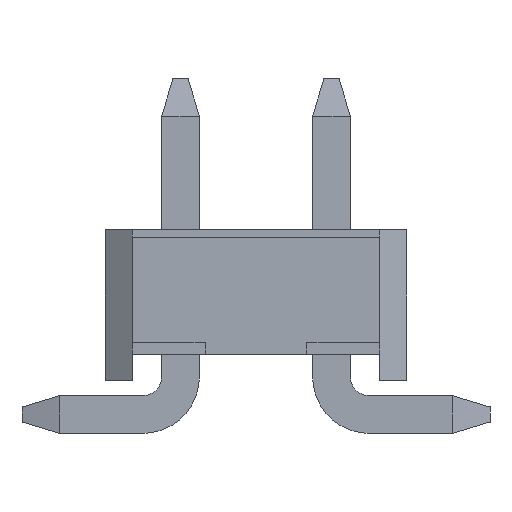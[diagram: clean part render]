
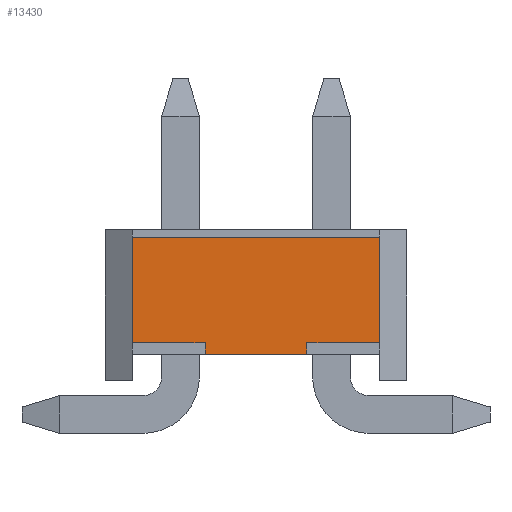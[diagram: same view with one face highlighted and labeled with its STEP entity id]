
A CAD part, front view. The second image highlights one B-rep face of the part: STEP entity #13430.
In plain terms, the highlighted face is planar.
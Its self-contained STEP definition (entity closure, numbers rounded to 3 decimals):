
#1144=ORIENTED_EDGE('',*,*,#3442,.T.);
#1145=ORIENTED_EDGE('',*,*,#2863,.F.);
#1146=ORIENTED_EDGE('',*,*,#2857,.T.);
#1147=ORIENTED_EDGE('',*,*,#3443,.T.);
#1148=ORIENTED_EDGE('',*,*,#2878,.T.);
#1149=ORIENTED_EDGE('',*,*,#2883,.T.);
#1150=ORIENTED_EDGE('',*,*,#3441,.F.);
#1151=ORIENTED_EDGE('',*,*,#2967,.F.);
#2857=EDGE_CURVE('',#4219,#4220,#5065,.T.);
#2863=EDGE_CURVE('',#4219,#4224,#5071,.T.);
#2878=EDGE_CURVE('',#4234,#4236,#5086,.T.);
#2883=EDGE_CURVE('',#4236,#4239,#5091,.T.);
#2967=EDGE_CURVE('',#4307,#4306,#5175,.T.);
#3441=EDGE_CURVE('',#4306,#4239,#5649,.T.);
#3442=EDGE_CURVE('',#4307,#4224,#5650,.T.);
#3443=EDGE_CURVE('',#4220,#4234,#5651,.T.);
#4219=VERTEX_POINT('',#16972);
#4220=VERTEX_POINT('',#16973);
#4224=VERTEX_POINT('',#16982);
#4234=VERTEX_POINT('',#17011);
#4236=VERTEX_POINT('',#17015);
#4239=VERTEX_POINT('',#17025);
#4306=VERTEX_POINT('',#17200);
#4307=VERTEX_POINT('',#17202);
#5065=LINE('',#16971,#6365);
#5071=LINE('',#16984,#6371);
#5086=LINE('',#17016,#6386);
#5091=LINE('',#17026,#6391);
#5175=LINE('',#17203,#6475);
#5649=LINE('',#18139,#6949);
#5650=LINE('',#18141,#6950);
#5651=LINE('',#18143,#6951);
#6365=VECTOR('',#14429,1000.);
#6371=VECTOR('',#14437,1000.);
#6386=VECTOR('',#14462,1000.);
#6391=VECTOR('',#14471,1000.);
#6475=VECTOR('',#14605,1000.);
#6949=VECTOR('',#15403,1000.);
#6950=VECTOR('',#15406,1000.);
#6951=VECTOR('',#15409,1000.);
#7872=EDGE_LOOP('',(#1144,#1145,#1146,#1147,#1148,#1149,#1150,#1151));
#8458=FACE_BOUND('',#7872,.T.);
#9028=PLANE('',#13991);
#13430=ADVANCED_FACE('',(#8458),#9028,.T.);
#13991=AXIS2_PLACEMENT_3D('',#18142,#15407,#15408);
#14429=DIRECTION('',(0.,0.,-1.));
#14437=DIRECTION('',(0.,1.,0.));
#14462=DIRECTION('',(0.,0.,1.));
#14471=DIRECTION('',(0.,-1.,0.));
#14605=DIRECTION('',(0.,-1.,0.));
#15403=DIRECTION('',(0.,0.,-1.));
#15406=DIRECTION('',(0.,0.,-1.));
#15407=DIRECTION('',(-1.,0.,0.));
#15408=DIRECTION('',(0.,0.,1.));
#15409=DIRECTION('',(0.,-1.,0.));
#16971=CARTESIAN_POINT('',(-8.,0.674,-0.5));
#16972=CARTESIAN_POINT('',(-8.,0.674,-0.5));
#16973=CARTESIAN_POINT('',(-8.,0.674,-0.65));
#16982=CARTESIAN_POINT('',(-8.,1.64,-0.5));
#16984=CARTESIAN_POINT('',(-8.,0.674,-0.5));
#17011=CARTESIAN_POINT('',(-8.,-0.674,-0.65));
#17015=CARTESIAN_POINT('',(-8.,-0.674,-0.5));
#17016=CARTESIAN_POINT('',(-8.,-0.674,-0.65));
#17025=CARTESIAN_POINT('',(-8.,-1.64,-0.5));
#17026=CARTESIAN_POINT('',(-8.,-0.674,-0.5));
#17200=CARTESIAN_POINT('',(-8.,-1.64,0.9));
#17202=CARTESIAN_POINT('',(-8.,1.64,0.9));
#17203=CARTESIAN_POINT('',(-8.,1.64,0.9));
#18139=CARTESIAN_POINT('',(-8.,-1.64,0.));
#18141=CARTESIAN_POINT('',(-8.,1.64,0.));
#18142=CARTESIAN_POINT('',(-8.,0.,0.));
#18143=CARTESIAN_POINT('',(-8.,0.,-0.65));
